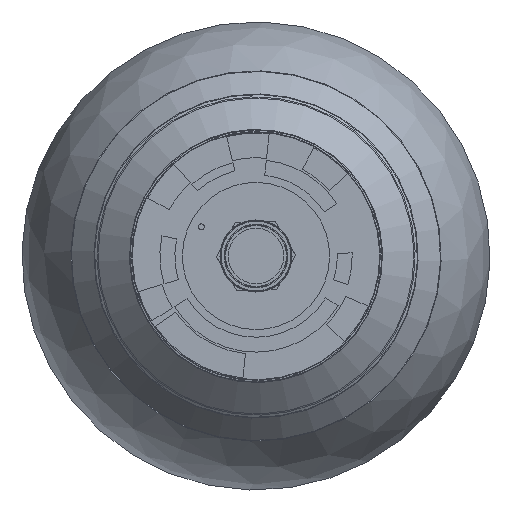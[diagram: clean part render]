
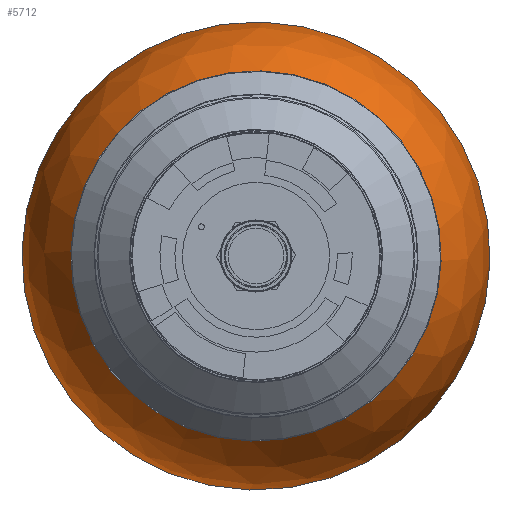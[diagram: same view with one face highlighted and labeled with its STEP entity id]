
A CAD part, left-side view. The second image highlights one B-rep face of the part: STEP entity #5712.
In plain terms, the highlighted spherical face has radius 109.55 mm.
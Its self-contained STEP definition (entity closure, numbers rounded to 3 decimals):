
#27=SPHERICAL_SURFACE('',#6162,109.55);
#372=CIRCLE('',#6161,86.653);
#373=CIRCLE('',#6163,109.55);
#1139=ORIENTED_EDGE('',*,*,#1869,.T.);
#1140=ORIENTED_EDGE('',*,*,#1868,.F.);
#1868=EDGE_CURVE('',#2300,#2300,#372,.T.);
#1869=EDGE_CURVE('',#2301,#2301,#373,.T.);
#2300=VERTEX_POINT('',#8339);
#2301=VERTEX_POINT('',#8342);
#3261=EDGE_LOOP('',(#1139));
#3262=EDGE_LOOP('',(#1140));
#3661=FACE_BOUND('',#3261,.T.);
#3662=FACE_BOUND('',#3262,.T.);
#5712=ADVANCED_FACE('',(#3661,#3662),#27,.T.);
#6161=AXIS2_PLACEMENT_3D('',#8338,#7070,#7071);
#6162=AXIS2_PLACEMENT_3D('',#8340,#7072,#7073);
#6163=AXIS2_PLACEMENT_3D('',#8341,#7074,#7075);
#7070=DIRECTION('',(0.,0.,1.));
#7071=DIRECTION('',(1.,0.,0.));
#7072=DIRECTION('',(0.,0.,1.));
#7073=DIRECTION('',(-1.,0.,0.));
#7074=DIRECTION('',(0.,0.,1.));
#7075=DIRECTION('',(1.,0.,0.));
#8338=CARTESIAN_POINT('',(-34.063,0.,365.584));
#8339=CARTESIAN_POINT('',(52.59,0.,365.584));
#8340=CARTESIAN_POINT('',(-34.063,0.,298.558));
#8341=CARTESIAN_POINT('',(-34.063,0.,298.558));
#8342=CARTESIAN_POINT('',(75.487,0.,298.558));
